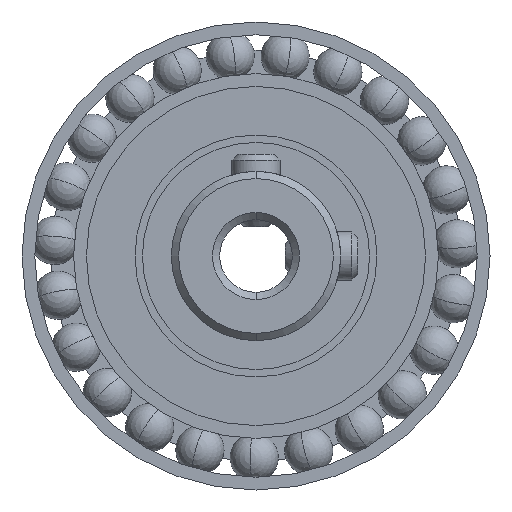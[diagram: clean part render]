
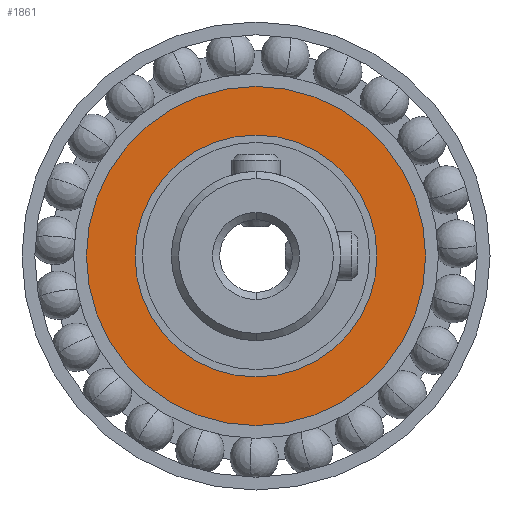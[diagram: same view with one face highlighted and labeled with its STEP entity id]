
A CAD part, left-side view. The second image highlights one B-rep face of the part: STEP entity #1861.
In plain terms, the highlighted planar face has unit normal (-1, 0, 0).
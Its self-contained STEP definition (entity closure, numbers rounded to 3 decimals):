
#669=CARTESIAN_POINT('',(13.1,0.,0.));
#670=DIRECTION('',(-1.,0.,0.));
#671=DIRECTION('',(0.,0.,1.));
#672=AXIS2_PLACEMENT_3D('',#669,#670,#671);
#674=CARTESIAN_POINT('',(13.1,0.,0.));
#675=DIRECTION('',(-1.,0.,0.));
#676=DIRECTION('',(0.,0.,-1.));
#677=AXIS2_PLACEMENT_3D('',#674,#675,#676);
#679=CARTESIAN_POINT('',(13.1,0.,0.));
#680=DIRECTION('',(1.,0.,0.));
#681=DIRECTION('',(0.,0.,1.));
#682=AXIS2_PLACEMENT_3D('',#679,#680,#681);
#684=CARTESIAN_POINT('',(13.1,0.,0.));
#685=DIRECTION('',(1.,0.,0.));
#686=DIRECTION('',(0.,0.,-1.));
#687=AXIS2_PLACEMENT_3D('',#684,#685,#686);
#1417=CARTESIAN_POINT('',(13.1,0.,7.01));
#1418=CARTESIAN_POINT('',(13.1,0.,-7.01));
#1419=VERTEX_POINT('',#1417);
#1420=VERTEX_POINT('',#1418);
#1421=CARTESIAN_POINT('',(13.1,0.,-5.));
#1423=VERTEX_POINT('',#1421);
#1425=CARTESIAN_POINT('',(13.1,0.,5.));
#1427=VERTEX_POINT('',#1425);
#1846=CARTESIAN_POINT('',(13.1,0.,6.005));
#1847=DIRECTION('',(-1.,0.,0.));
#1848=DIRECTION('',(0.,0.,-1.));
#1849=AXIS2_PLACEMENT_3D('',#1846,#1847,#1848);
#1850=PLANE('',#1849);
#1852=ORIENTED_EDGE('',*,*,#1851,.F.);
#1854=ORIENTED_EDGE('',*,*,#1853,.F.);
#1855=EDGE_LOOP('',(#1852,#1854));
#1856=FACE_OUTER_BOUND('',#1855,.F.);
#1857=ORIENTED_EDGE('',*,*,#1840,.F.);
#1858=ORIENTED_EDGE('',*,*,#1826,.F.);
#1859=EDGE_LOOP('',(#1857,#1858));
#1860=FACE_BOUND('',#1859,.F.);
#1861=ADVANCED_FACE('',(#1856,#1860),#1850,.T.);
#673=CIRCLE('',#672,7.01);
#678=CIRCLE('',#677,7.01);
#683=CIRCLE('',#682,5.);
#688=CIRCLE('',#687,5.);
#1826=EDGE_CURVE('',#1423,#1427,#688,.T.);
#1840=EDGE_CURVE('',#1427,#1423,#683,.T.);
#1851=EDGE_CURVE('',#1419,#1420,#673,.T.);
#1853=EDGE_CURVE('',#1420,#1419,#678,.T.);
